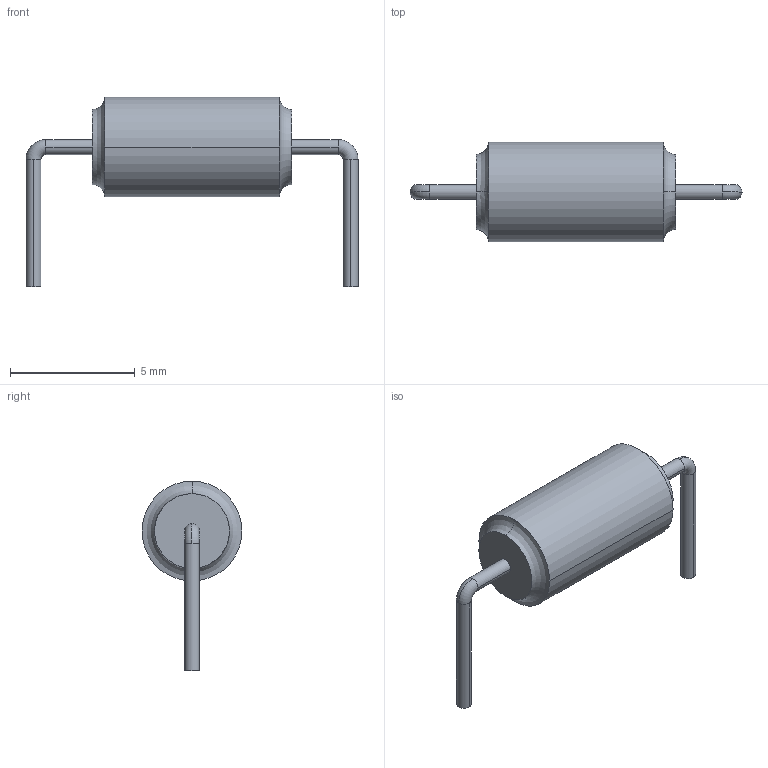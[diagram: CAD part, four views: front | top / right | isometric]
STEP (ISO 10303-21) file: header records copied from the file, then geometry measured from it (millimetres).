
FILE_DESCRIPTION((''),'2;1');
FILE_NAME('CAPA1270-800X400.stp','2009-03-23T12:40:49',(''),(''),'Mechanical Desktop 2006','Mechanical Desktop 2006',', , ');
FILE_SCHEMA(('AUTOMOTIVE_DESIGN { 1 2 10303 214 0 1 1 1 }'));
Length unit declared in the file: millimetre
Products named in the file (1): Product
Bounding box: 13.3 x 4 x 7.6 mm (x, y, z)
Volume: 100.5 mm3; surface area: 199.3 mm2
Topology: 5 solids, 5 shells, 28 faces, 62 edges, 48 vertices
Faces by surface type: cylinder 10, plane 8, torus 6, bspline 4
Entity records: 946 total; most frequent: CARTESIAN_POINT 229, DIRECTION 160, ORIENTED_EDGE 116, AXIS2_PLACEMENT_3D 73, EDGE_CURVE 58, CIRCLE 48, VERTEX_POINT 40, EDGE_LOOP 28
